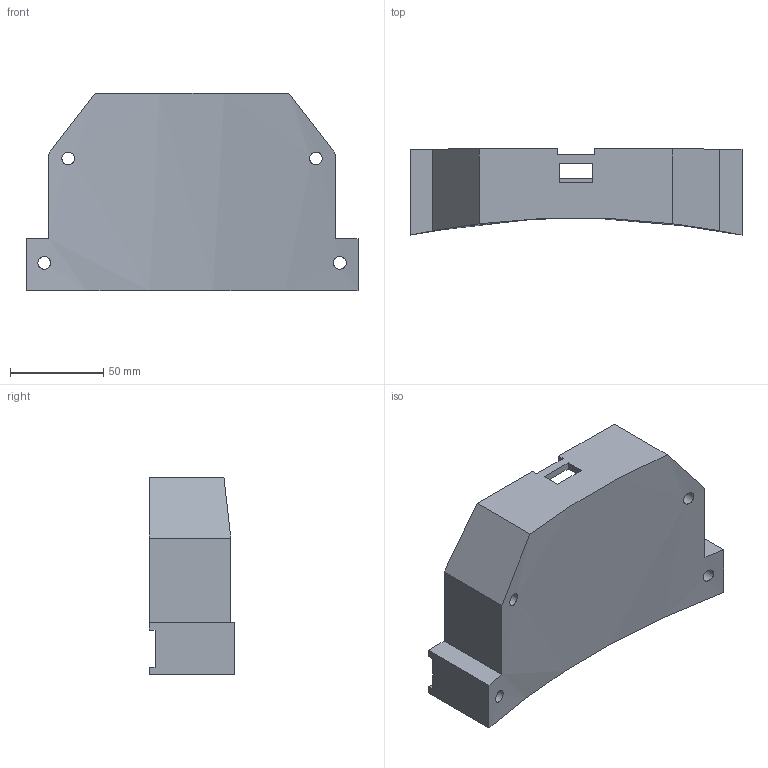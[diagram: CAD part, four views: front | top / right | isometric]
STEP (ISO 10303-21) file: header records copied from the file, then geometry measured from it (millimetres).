
FILE_DESCRIPTION(/* description */ (''),/* implementation_level */ '2;1');
FILE_NAME(/* name */ 'Board Mount v13.stp',/* time_stamp */ '2025-09-12T00:25:04+02:00',/* author */ (''),/* organization */ (''),/* preprocessor_version */ 'ST-DEVELOPER v20.1',/* originating_system */ 'Autodesk Translation Framework v14.10.0.0',/* authorisation */ '');
FILE_SCHEMA (('AUTOMOTIVE_DESIGN { 1 0 10303 214 3 1 1 }'));
Length unit declared in the file: millimetre
Products named in the file (1): Board Mount
Bounding box: 178 x 46 x 106 mm (x, y, z)
Volume: 137498.6 mm3; surface area: 71935.9 mm2
Topology: 1 solids, 1 shells, 48 faces, 142 edges, 96 vertices
Faces by surface type: plane 43, cylinder 4, bspline 1
Full cylindrical faces by diameter (mm): 6.8 x4
Entity records: 2067 total; most frequent: CARTESIAN_POINT 756, ORIENTED_EDGE 284, DIRECTION 226, EDGE_CURVE 142, LINE 122, VECTOR 122, VERTEX_POINT 96, EDGE_LOOP 60
